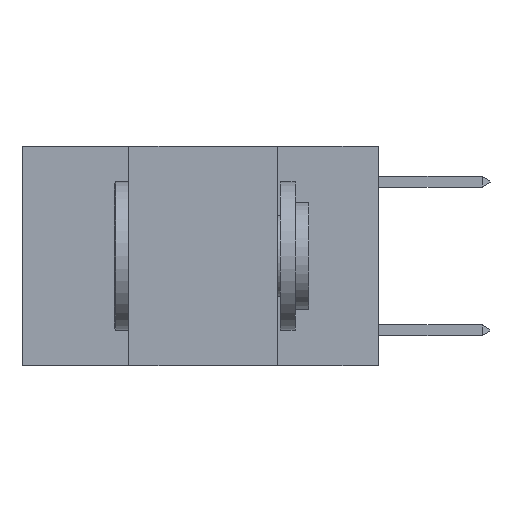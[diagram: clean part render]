
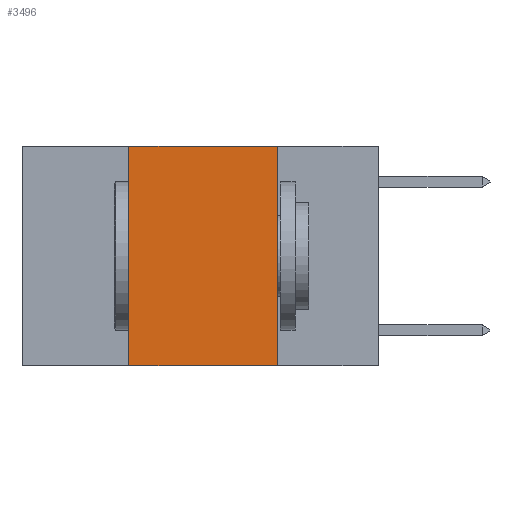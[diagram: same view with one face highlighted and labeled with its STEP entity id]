
A CAD part, left-side view. The second image highlights one B-rep face of the part: STEP entity #3496.
In plain terms, the highlighted planar face has unit normal (-1, 0, 0).
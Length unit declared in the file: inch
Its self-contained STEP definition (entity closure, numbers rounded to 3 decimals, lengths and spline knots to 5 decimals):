
#81 = EDGE_LOOP ( 'NONE', ( #6905, #7953, #9887, #9980 ) ) ;
#768 = EDGE_CURVE ( 'NONE', #1060, #3223, #12419, .T. ) ;
#792 = AXIS2_PLACEMENT_3D ( 'NONE', #9572, #9530, #9512 ) ;
#1060 = VERTEX_POINT ( 'NONE', #6397 ) ;
#1993 = CARTESIAN_POINT ( 'NONE',  ( 0., 0.17, 0. ) ) ;
#2156 = VERTEX_POINT ( 'NONE', #6080 ) ;
#3223 = VERTEX_POINT ( 'NONE', #1993 ) ;
#3496 = ADVANCED_FACE ( 'NONE', ( #9191 ), #9619, .F. ) ;
#4917 = VECTOR ( 'NONE', #10773, 39.37008 ) ;
#4986 = VECTOR ( 'NONE', #5937, 39.37008 ) ;
#5586 = EDGE_CURVE ( 'NONE', #3223, #2156, #14277, .T. ) ;
#5937 = DIRECTION ( 'NONE',  ( 0., 0., -1. ) ) ;
#6080 = CARTESIAN_POINT ( 'NONE',  ( 0., 0.17, -0.37 ) ) ;
#6397 = CARTESIAN_POINT ( 'NONE',  ( 0., 0.42, 0. ) ) ;
#6905 = ORIENTED_EDGE ( 'NONE', *, *, #5586, .F. ) ;
#7660 = EDGE_CURVE ( 'NONE', #13294, #2156, #8371, .T. ) ;
#7953 = ORIENTED_EDGE ( 'NONE', *, *, #768, .F. ) ;
#8371 = LINE ( 'NONE', #15326, #4917 ) ;
#8693 = EDGE_CURVE ( 'NONE', #13294, #1060, #9453, .T. ) ;
#8801 = CARTESIAN_POINT ( 'NONE',  ( 0., 0.42, 0. ) ) ;
#9191 = FACE_OUTER_BOUND ( 'NONE', #81, .T. ) ;
#9453 = LINE ( 'NONE', #8801, #15243 ) ;
#9512 = DIRECTION ( 'NONE',  ( 0., 0., -1. ) ) ;
#9530 = DIRECTION ( 'NONE',  ( 1., 0., 0. ) ) ;
#9572 = CARTESIAN_POINT ( 'NONE',  ( 0., 0.6, 0. ) ) ;
#9619 = PLANE ( 'NONE',  #792 ) ;
#9887 = ORIENTED_EDGE ( 'NONE', *, *, #8693, .F. ) ;
#9978 = DIRECTION ( 'NONE',  ( 0., 0., 1. ) ) ;
#9980 = ORIENTED_EDGE ( 'NONE', *, *, #7660, .T. ) ;
#10773 = DIRECTION ( 'NONE',  ( 0., -1., 0. ) ) ;
#11870 = CARTESIAN_POINT ( 'NONE',  ( 0., 0.42, -0.37 ) ) ;
#12419 = LINE ( 'NONE', #12917, #15076 ) ;
#12668 = DIRECTION ( 'NONE',  ( 0., -1., 0. ) ) ;
#12917 = CARTESIAN_POINT ( 'NONE',  ( 0., 0.6, 0. ) ) ;
#13176 = CARTESIAN_POINT ( 'NONE',  ( 0., 0.17, 0. ) ) ;
#13294 = VERTEX_POINT ( 'NONE', #11870 ) ;
#14277 = LINE ( 'NONE', #13176, #4986 ) ;
#15076 = VECTOR ( 'NONE', #12668, 39.37008 ) ;
#15243 = VECTOR ( 'NONE', #9978, 39.37008 ) ;
#15326 = CARTESIAN_POINT ( 'NONE',  ( 0., 0.6, -0.37 ) ) ;
